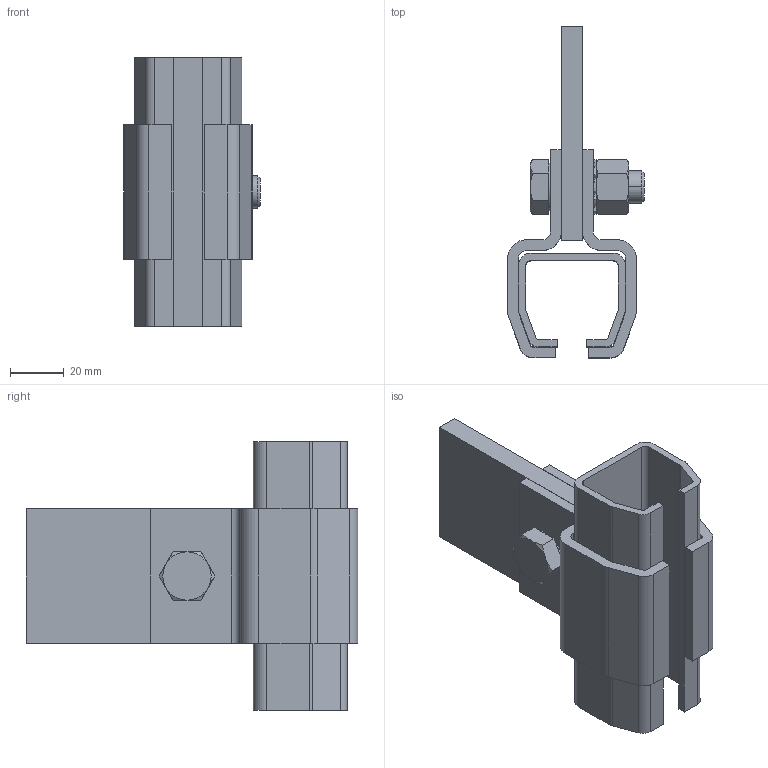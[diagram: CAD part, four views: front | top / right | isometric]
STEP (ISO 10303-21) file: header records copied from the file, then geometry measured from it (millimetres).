
FILE_DESCRIPTION (( 'STEP AP203' ), '1' );
FILE_NAME ('1.23.b03.STEP', '2016-11-16T09:59:39', ( '' ), ( '' ), 'SwSTEP 2.0', 'SolidWorks 2015', '' );
FILE_SCHEMA (( 'CONFIG_CONTROL_DESIGN' ));
Length unit declared in the file: millimetre
Products named in the file (7): 23.B03; LAMA; toothed lock washer 1_din_DIN 6797-A13; hex screw gradeab_din_ISO 4017 - M12 x 40-N; hex nut gradec_din_Hexagon Nut ISO 4034 - M12 - N; 1.23.b03; track 23.000
Assembly tree (7 placements, depth 2):
  1.23.b03
    track 23.000
    23.B03  x2
    LAMA
    toothed lock washer 1_din_DIN 6797-A13
    hex screw gradeab_din_ISO 4017 - M12 x 40-N
    hex nut gradec_din_Hexagon Nut ISO 4034 - M12 - N
Bounding box: 51 x 123.75 x 100 mm (x, y, z)
Volume: 109873.6 mm3; surface area: 60733.6 mm2
Topology: 7 solids, 7 shells, 192 faces, 495 edges, 318 vertices
Faces by surface type: plane 97, cylinder 69, cone 24, torus 2
Entity records: 5998 total; most frequent: CARTESIAN_POINT 1089, DIRECTION 897, ORIENTED_EDGE 858, EDGE_CURVE 429, AXIS2_PLACEMENT_3D 326, VERTEX_POINT 274, LINE 245, VECTOR 245
